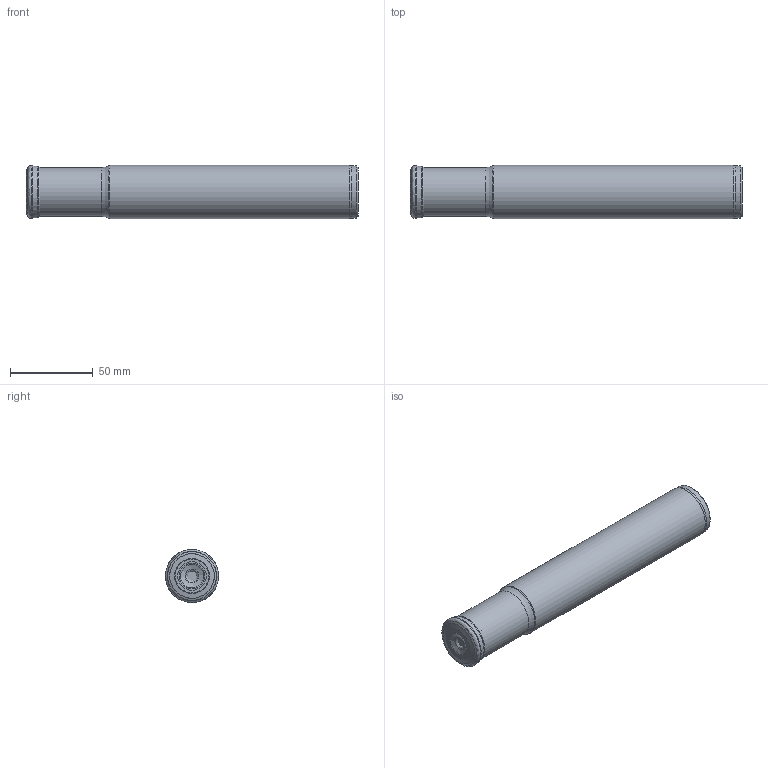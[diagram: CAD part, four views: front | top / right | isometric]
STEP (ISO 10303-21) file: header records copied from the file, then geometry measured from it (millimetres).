
FILE_DESCRIPTION(/* description */ (''),/* implementation_level */ '2;1');
FILE_NAME(/* name */ 'AHFMC-JD1204-D32-C32-L200-Z02.stp',/* time_stamp */ '2023-10-27T21:32:57+03:00',/* author */ (''),/* organization */ (''),/* preprocessor_version */ 'ST-DEVELOPER v19.4',/* originating_system */ 'SIEMENS PLM Software NX2306.5001',/* authorisation */ '');
FILE_SCHEMA (('AUTOMOTIVE_DESIGN { 1 0 10303 214 3 1 1 1 }'));
Length unit declared in the file: millimetre
Products named in the file (1): AHFMC-JD1204-D32-C32-L200-Z02-LIGHT_x_t_objects
Bounding box: 200 x 32 x 32 mm (x, y, z)
Volume: 161584.5 mm3; surface area: 23519.3 mm2
Topology: 2 solids, 2 shells, 37 faces, 71 edges, 36 vertices
Faces by surface type: bspline 24, torus 4, cylinder 3, plane 2, cone 2, revolution 2
Full cylindrical faces by diameter (mm): 29.4 x1, 31.5 x1, 32 x1
Entity records: 1251 total; most frequent: CARTESIAN_POINT 591, DIRECTION 125, ORIENTED_EDGE 114, EDGE_CURVE 57, AXIS2_PLACEMENT_3D 54, EDGE_LOOP 51, CIRCLE 42, ADVANCED_FACE 37
